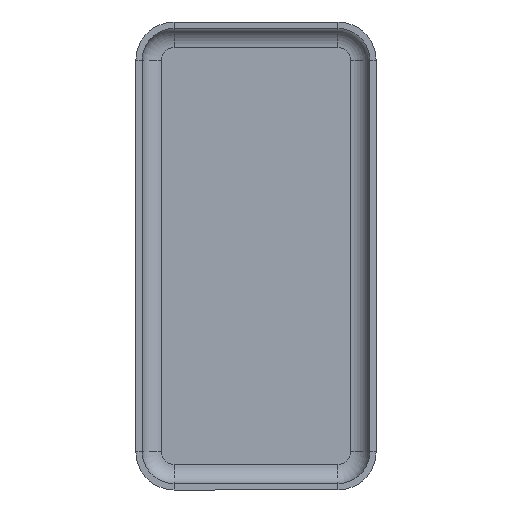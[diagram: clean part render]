
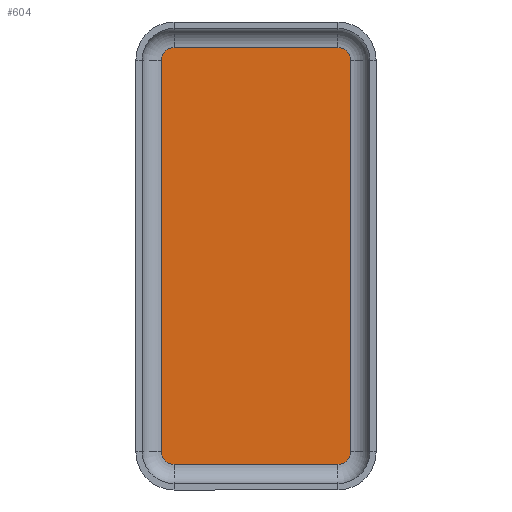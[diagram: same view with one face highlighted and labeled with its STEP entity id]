
A CAD part, front view. The second image highlights one B-rep face of the part: STEP entity #604.
In plain terms, the highlighted planar face has unit normal (0, -1, 0).
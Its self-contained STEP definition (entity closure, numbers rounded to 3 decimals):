
#2 = CARTESIAN_POINT ( 'NONE',  ( 3.85, -0.3, -9.2 ) ) ;
#26 = CARTESIAN_POINT ( 'NONE',  ( 4.45, -0.3, 9.2 ) ) ;
#43 = DIRECTION ( 'NONE',  ( 0., 0., 1. ) ) ;
#52 = DIRECTION ( 'NONE',  ( 0., 0., 1. ) ) ;
#56 = ORIENTED_EDGE ( 'NONE', *, *, #389, .F. ) ;
#63 = DIRECTION ( 'NONE',  ( -1., 0., 0. ) ) ;
#70 = CARTESIAN_POINT ( 'NONE',  ( 3.85, -0.3, -9.8 ) ) ;
#116 = EDGE_CURVE ( 'NONE', #406, #1043, #572, .T. ) ;
#136 = CARTESIAN_POINT ( 'NONE',  ( -3.85, -0.3, 9.8 ) ) ;
#181 = ORIENTED_EDGE ( 'NONE', *, *, #421, .F. ) ;
#221 = DIRECTION ( 'NONE',  ( 0., 0., 1. ) ) ;
#233 = VERTEX_POINT ( 'NONE', #1107 ) ;
#266 = ORIENTED_EDGE ( 'NONE', *, *, #988, .F. ) ;
#275 = LINE ( 'NONE', #136, #358 ) ;
#291 = CIRCLE ( 'NONE', #1140, 0.6 ) ;
#306 = VERTEX_POINT ( 'NONE', #920 ) ;
#329 = CARTESIAN_POINT ( 'NONE',  ( -3.85, -0.3, 9.2 ) ) ;
#358 = VECTOR ( 'NONE', #1148, 1000. ) ;
#389 = EDGE_CURVE ( 'NONE', #233, #969, #291, .T. ) ;
#405 = EDGE_CURVE ( 'NONE', #306, #532, #926, .T. ) ;
#406 = VERTEX_POINT ( 'NONE', #501 ) ;
#421 = EDGE_CURVE ( 'NONE', #952, #233, #1167, .T. ) ;
#425 = DIRECTION ( 'NONE',  ( 0., 1., 0. ) ) ;
#429 = LINE ( 'NONE', #966, #958 ) ;
#469 = ORIENTED_EDGE ( 'NONE', *, *, #405, .F. ) ;
#501 = CARTESIAN_POINT ( 'NONE',  ( 4.45, -0.3, -9.2 ) ) ;
#507 = DIRECTION ( 'NONE',  ( 0., 1., 0. ) ) ;
#526 = DIRECTION ( 'NONE',  ( 0., 0., 1. ) ) ;
#532 = VERTEX_POINT ( 'NONE', #26 ) ;
#542 = DIRECTION ( 'NONE',  ( 0., 1., 0. ) ) ;
#572 = CIRCLE ( 'NONE', #724, 0.6 ) ;
#578 = EDGE_CURVE ( 'NONE', #1043, #813, #753, .T. ) ;
#579 = VECTOR ( 'NONE', #43, 1000. ) ;
#590 = AXIS2_PLACEMENT_3D ( 'NONE', #945, #857, #52 ) ;
#598 = CARTESIAN_POINT ( 'NONE',  ( -3.85, -0.3, -9.2 ) ) ;
#604 = ADVANCED_FACE ( 'NONE', ( #666 ), #975, .T. ) ;
#627 = AXIS2_PLACEMENT_3D ( 'NONE', #598, #425, #526 ) ;
#636 = DIRECTION ( 'NONE',  ( 0., 0., 1. ) ) ;
#662 = ORIENTED_EDGE ( 'NONE', *, *, #1046, .F. ) ;
#666 = FACE_OUTER_BOUND ( 'NONE', #828, .T. ) ;
#671 = CARTESIAN_POINT ( 'NONE',  ( -4.45, -0.3, -9.2 ) ) ;
#693 = CARTESIAN_POINT ( 'NONE',  ( 3.85, -0.3, -9.8 ) ) ;
#710 = DIRECTION ( 'NONE',  ( 0., 0., -1. ) ) ;
#724 = AXIS2_PLACEMENT_3D ( 'NONE', #2, #542, #636 ) ;
#753 = LINE ( 'NONE', #70, #898 ) ;
#757 = ORIENTED_EDGE ( 'NONE', *, *, #578, .F. ) ;
#775 = CIRCLE ( 'NONE', #627, 0.6 ) ;
#813 = VERTEX_POINT ( 'NONE', #817 ) ;
#817 = CARTESIAN_POINT ( 'NONE',  ( -3.85, -0.3, -9.8 ) ) ;
#828 = EDGE_LOOP ( 'NONE', ( #469, #831, #56, #181, #662, #757, #970, #266 ) ) ;
#831 = ORIENTED_EDGE ( 'NONE', *, *, #976, .F. ) ;
#857 = DIRECTION ( 'NONE',  ( 0., 1., 0. ) ) ;
#877 = DIRECTION ( 'NONE',  ( 0., -1., 0. ) ) ;
#888 = CARTESIAN_POINT ( 'NONE',  ( 3.85, -0.3, 9.2 ) ) ;
#898 = VECTOR ( 'NONE', #63, 1000. ) ;
#920 = CARTESIAN_POINT ( 'NONE',  ( 3.85, -0.3, 9.8 ) ) ;
#926 = CIRCLE ( 'NONE', #590, 0.6 ) ;
#941 = CARTESIAN_POINT ( 'NONE',  ( -3.85, -0.3, 9.8 ) ) ;
#945 = CARTESIAN_POINT ( 'NONE',  ( 3.85, -0.3, 9.2 ) ) ;
#949 = CARTESIAN_POINT ( 'NONE',  ( -4.45, -0.3, -9.2 ) ) ;
#952 = VERTEX_POINT ( 'NONE', #671 ) ;
#953 = AXIS2_PLACEMENT_3D ( 'NONE', #888, #877, #710 ) ;
#958 = VECTOR ( 'NONE', #1144, 1000. ) ;
#966 = CARTESIAN_POINT ( 'NONE',  ( 4.45, -0.3, 9.2 ) ) ;
#969 = VERTEX_POINT ( 'NONE', #941 ) ;
#970 = ORIENTED_EDGE ( 'NONE', *, *, #116, .F. ) ;
#975 = PLANE ( 'NONE',  #953 ) ;
#976 = EDGE_CURVE ( 'NONE', #969, #306, #275, .T. ) ;
#988 = EDGE_CURVE ( 'NONE', #532, #406, #429, .T. ) ;
#1043 = VERTEX_POINT ( 'NONE', #693 ) ;
#1046 = EDGE_CURVE ( 'NONE', #813, #952, #775, .T. ) ;
#1107 = CARTESIAN_POINT ( 'NONE',  ( -4.45, -0.3, 9.2 ) ) ;
#1140 = AXIS2_PLACEMENT_3D ( 'NONE', #329, #507, #221 ) ;
#1144 = DIRECTION ( 'NONE',  ( 0., 0., -1. ) ) ;
#1148 = DIRECTION ( 'NONE',  ( 1., 0., 0. ) ) ;
#1167 = LINE ( 'NONE', #949, #579 ) ;
